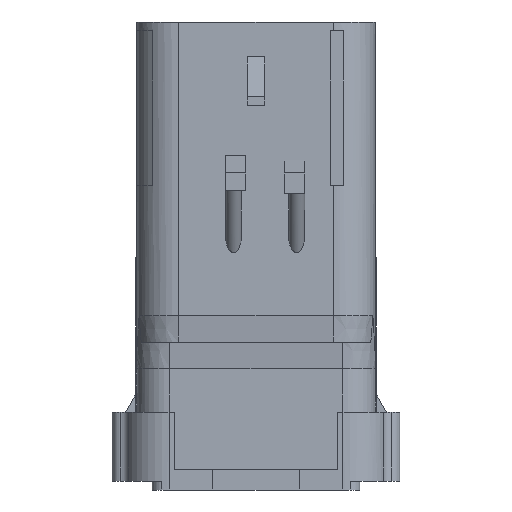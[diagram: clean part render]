
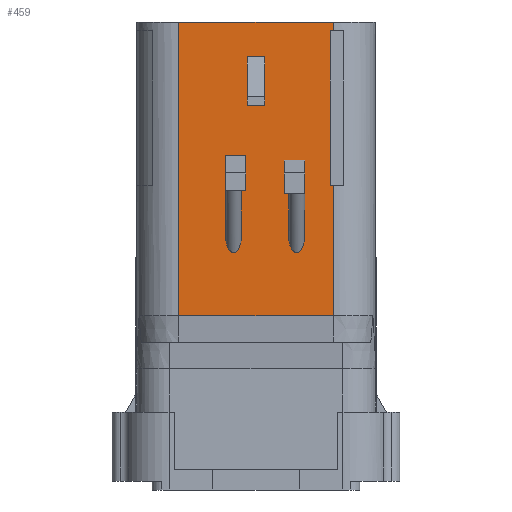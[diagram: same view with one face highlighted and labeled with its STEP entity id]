
A CAD part, front view. The second image highlights one B-rep face of the part: STEP entity #459.
In plain terms, the highlighted planar face has unit normal (0, -1, 0).
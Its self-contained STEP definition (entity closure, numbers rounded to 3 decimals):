
#130=ELLIPSE('',#5159,1.814,0.9);
#131=ELLIPSE('',#5160,1.814,0.9);
#139=FACE_BOUND('',#1029,.T.);
#140=FACE_BOUND('',#1030,.T.);
#141=FACE_BOUND('',#1031,.T.);
#142=FACE_BOUND('',#1032,.T.);
#235=PLANE('',#5161);
#459=ADVANCED_FACE('',(#139,#140,#141,#142),#235,.T.);
#1029=EDGE_LOOP('',(#1945,#1946,#1947,#1948,#1949,#1950,#1951,#1952));
#1030=EDGE_LOOP('',(#1953,#1954,#1955,#1956,#1957,#1958));
#1031=EDGE_LOOP('',(#1959,#1960,#1961,#1962));
#1032=EDGE_LOOP('',(#1963,#1964,#1965,#1966,#1967,#1968));
#1945=ORIENTED_EDGE('',*,*,#3523,.F.);
#1946=ORIENTED_EDGE('',*,*,#3171,.F.);
#1947=ORIENTED_EDGE('',*,*,#3436,.F.);
#1948=ORIENTED_EDGE('',*,*,#3433,.T.);
#1949=ORIENTED_EDGE('',*,*,#3524,.T.);
#1950=ORIENTED_EDGE('',*,*,#3525,.T.);
#1951=ORIENTED_EDGE('',*,*,#3526,.F.);
#1952=ORIENTED_EDGE('',*,*,#3429,.T.);
#1953=ORIENTED_EDGE('',*,*,#3527,.T.);
#1954=ORIENTED_EDGE('',*,*,#3528,.T.);
#1955=ORIENTED_EDGE('',*,*,#3529,.F.);
#1956=ORIENTED_EDGE('',*,*,#3530,.T.);
#1957=ORIENTED_EDGE('',*,*,#3531,.T.);
#1958=ORIENTED_EDGE('',*,*,#3532,.T.);
#1959=ORIENTED_EDGE('',*,*,#3533,.T.);
#1960=ORIENTED_EDGE('',*,*,#3534,.T.);
#1961=ORIENTED_EDGE('',*,*,#3535,.F.);
#1962=ORIENTED_EDGE('',*,*,#3536,.F.);
#1963=ORIENTED_EDGE('',*,*,#3537,.T.);
#1964=ORIENTED_EDGE('',*,*,#3538,.T.);
#1965=ORIENTED_EDGE('',*,*,#3539,.T.);
#1966=ORIENTED_EDGE('',*,*,#3540,.T.);
#1967=ORIENTED_EDGE('',*,*,#3541,.T.);
#1968=ORIENTED_EDGE('',*,*,#3542,.T.);
#2720=VERTEX_POINT('',#6707);
#2721=VERTEX_POINT('',#6709);
#2900=VERTEX_POINT('',#7218);
#2905=VERTEX_POINT('',#7248);
#2906=VERTEX_POINT('',#7250);
#2909=VERTEX_POINT('',#7256);
#2966=VERTEX_POINT('',#7455);
#2967=VERTEX_POINT('',#7457);
#2968=VERTEX_POINT('',#7460);
#2969=VERTEX_POINT('',#7461);
#2970=VERTEX_POINT('',#7463);
#2971=VERTEX_POINT('',#7465);
#2972=VERTEX_POINT('',#7467);
#2973=VERTEX_POINT('',#7469);
#2974=VERTEX_POINT('',#7472);
#2975=VERTEX_POINT('',#7473);
#2976=VERTEX_POINT('',#7475);
#2977=VERTEX_POINT('',#7477);
#2978=VERTEX_POINT('',#7480);
#2979=VERTEX_POINT('',#7481);
#2980=VERTEX_POINT('',#7483);
#2981=VERTEX_POINT('',#7485);
#2982=VERTEX_POINT('',#7487);
#2983=VERTEX_POINT('',#7489);
#3171=EDGE_CURVE('',#2720,#2721,#3862,.T.);
#3429=EDGE_CURVE('',#2906,#2905,#4058,.T.);
#3433=EDGE_CURVE('',#2900,#2909,#4060,.T.);
#3436=EDGE_CURVE('',#2900,#2720,#4062,.T.);
#3523=EDGE_CURVE('',#2721,#2905,#4142,.T.);
#3524=EDGE_CURVE('',#2909,#2966,#4143,.T.);
#3525=EDGE_CURVE('',#2966,#2967,#4144,.T.);
#3526=EDGE_CURVE('',#2906,#2967,#4145,.T.);
#3527=EDGE_CURVE('',#2968,#2969,#130,.T.);
#3528=EDGE_CURVE('',#2969,#2970,#4146,.T.);
#3529=EDGE_CURVE('',#2971,#2970,#4147,.T.);
#3530=EDGE_CURVE('',#2971,#2972,#4148,.T.);
#3531=EDGE_CURVE('',#2972,#2973,#4149,.T.);
#3532=EDGE_CURVE('',#2973,#2968,#4150,.T.);
#3533=EDGE_CURVE('',#2974,#2975,#4151,.T.);
#3534=EDGE_CURVE('',#2975,#2976,#4152,.T.);
#3535=EDGE_CURVE('',#2977,#2976,#4153,.T.);
#3536=EDGE_CURVE('',#2974,#2977,#4154,.T.);
#3537=EDGE_CURVE('',#2978,#2979,#4155,.T.);
#3538=EDGE_CURVE('',#2979,#2980,#131,.T.);
#3539=EDGE_CURVE('',#2980,#2981,#4156,.T.);
#3540=EDGE_CURVE('',#2981,#2982,#4157,.T.);
#3541=EDGE_CURVE('',#2982,#2983,#4158,.T.);
#3542=EDGE_CURVE('',#2983,#2978,#4159,.T.);
#3862=LINE('',#6708,#4422);
#4058=LINE('',#7249,#4618);
#4060=LINE('',#7257,#4620);
#4062=LINE('',#7268,#4622);
#4142=LINE('',#7453,#4702);
#4143=LINE('',#7454,#4703);
#4144=LINE('',#7456,#4704);
#4145=LINE('',#7458,#4705);
#4146=LINE('',#7462,#4706);
#4147=LINE('',#7464,#4707);
#4148=LINE('',#7466,#4708);
#4149=LINE('',#7468,#4709);
#4150=LINE('',#7470,#4710);
#4151=LINE('',#7471,#4711);
#4152=LINE('',#7474,#4712);
#4153=LINE('',#7476,#4713);
#4154=LINE('',#7478,#4714);
#4155=LINE('',#7479,#4715);
#4156=LINE('',#7484,#4716);
#4157=LINE('',#7486,#4717);
#4158=LINE('',#7488,#4718);
#4159=LINE('',#7490,#4719);
#4422=VECTOR('',#5374,1.);
#4618=VECTOR('',#5834,1.);
#4620=VECTOR('',#5840,1.);
#4622=VECTOR('',#5846,1.);
#4702=VECTOR('',#6002,1.);
#4703=VECTOR('',#6003,1.);
#4704=VECTOR('',#6004,1.);
#4705=VECTOR('',#6005,1.);
#4706=VECTOR('',#6008,1.);
#4707=VECTOR('',#6009,1.);
#4708=VECTOR('',#6010,1.);
#4709=VECTOR('',#6011,1.);
#4710=VECTOR('',#6012,1.);
#4711=VECTOR('',#6013,1.);
#4712=VECTOR('',#6014,1.);
#4713=VECTOR('',#6015,1.);
#4714=VECTOR('',#6016,1.);
#4715=VECTOR('',#6017,1.);
#4716=VECTOR('',#6020,1.);
#4717=VECTOR('',#6021,1.);
#4718=VECTOR('',#6022,1.);
#4719=VECTOR('',#6023,1.);
#5159=AXIS2_PLACEMENT_3D('',#7459,#6006,#6007);
#5160=AXIS2_PLACEMENT_3D('',#7482,#6018,#6019);
#5161=AXIS2_PLACEMENT_3D('',#7491,#6024,#6025);
#5374=DIRECTION('',(0.,0.,1.));
#5834=DIRECTION('',(0.,0.,1.));
#5840=DIRECTION('',(0.,0.,1.));
#5846=DIRECTION('',(-1.,0.,0.));
#6002=DIRECTION('',(1.,0.,0.));
#6003=DIRECTION('',(-1.,0.,0.));
#6004=DIRECTION('',(0.,0.,1.));
#6005=DIRECTION('',(-1.,0.,0.));
#6006=DIRECTION('',(0.,1.,0.));
#6007=DIRECTION('',(0.,0.,-1.));
#6008=DIRECTION('',(0.,0.,1.));
#6009=DIRECTION('',(1.,0.,0.));
#6010=DIRECTION('',(0.,0.,1.));
#6011=DIRECTION('',(1.,0.,0.));
#6012=DIRECTION('',(0.,0.,-1.));
#6013=DIRECTION('',(1.,0.,0.));
#6014=DIRECTION('',(0.,0.,-1.));
#6015=DIRECTION('',(1.,0.,0.));
#6016=DIRECTION('',(0.,0.,-1.));
#6017=DIRECTION('',(0.,0.,-1.));
#6018=DIRECTION('',(0.,1.,0.));
#6019=DIRECTION('',(0.,0.,-1.));
#6020=DIRECTION('',(0.,0.,1.));
#6021=DIRECTION('',(1.,0.,0.));
#6022=DIRECTION('',(0.,0.,-1.));
#6023=DIRECTION('',(-1.,0.,0.));
#6024=DIRECTION('',(0.,-1.,0.));
#6025=DIRECTION('',(1.,0.,0.));
#6707=CARTESIAN_POINT('',(-8.75,-6.2,1.7));
#6708=CARTESIAN_POINT('',(-8.75,-6.2,1.7));
#6709=CARTESIAN_POINT('',(-8.75,-6.2,34.95));
#7218=CARTESIAN_POINT('',(8.75,-6.2,1.7));
#7248=CARTESIAN_POINT('',(8.75,-6.2,34.95));
#7249=CARTESIAN_POINT('',(8.75,-6.2,33.95));
#7250=CARTESIAN_POINT('',(8.75,-6.2,33.95));
#7256=CARTESIAN_POINT('',(8.75,-6.2,16.45));
#7257=CARTESIAN_POINT('',(8.75,-6.2,1.7));
#7268=CARTESIAN_POINT('',(8.75,-6.2,1.7));
#7453=CARTESIAN_POINT('',(-15.6,-6.2,34.95));
#7454=CARTESIAN_POINT('',(8.75,-6.2,16.45));
#7455=CARTESIAN_POINT('',(8.4,-6.2,16.45));
#7456=CARTESIAN_POINT('',(8.4,-6.2,14.7));
#7457=CARTESIAN_POINT('',(8.4,-6.2,33.95));
#7458=CARTESIAN_POINT('',(8.75,-6.2,33.95));
#7459=CARTESIAN_POINT('',(4.6,-6.2,10.664));
#7460=CARTESIAN_POINT('',(5.5,-6.2,10.664));
#7461=CARTESIAN_POINT('',(3.7,-6.2,10.664));
#7462=CARTESIAN_POINT('',(3.7,-6.2,10.795));
#7463=CARTESIAN_POINT('',(3.7,-6.2,15.5));
#7464=CARTESIAN_POINT('',(3.57,-6.2,15.5));
#7465=CARTESIAN_POINT('',(3.2,-6.2,15.5));
#7466=CARTESIAN_POINT('',(3.2,-6.2,18.931));
#7467=CARTESIAN_POINT('',(3.2,-6.2,19.306));
#7468=CARTESIAN_POINT('',(3.528,-6.2,19.306));
#7469=CARTESIAN_POINT('',(5.5,-6.2,19.306));
#7470=CARTESIAN_POINT('',(5.5,-6.2,19.88));
#7471=CARTESIAN_POINT('',(-1.,-6.2,31.));
#7472=CARTESIAN_POINT('',(-1.,-6.2,31.));
#7473=CARTESIAN_POINT('',(1.,-6.2,31.));
#7474=CARTESIAN_POINT('',(1.,-6.2,31.));
#7475=CARTESIAN_POINT('',(1.,-6.2,25.5));
#7476=CARTESIAN_POINT('',(-1.,-6.2,25.5));
#7477=CARTESIAN_POINT('',(-1.,-6.2,25.5));
#7478=CARTESIAN_POINT('',(-1.,-6.2,31.));
#7479=CARTESIAN_POINT('',(-1.65,-6.2,15.913));
#7480=CARTESIAN_POINT('',(-1.65,-6.2,15.85));
#7481=CARTESIAN_POINT('',(-1.65,-6.2,10.664));
#7482=CARTESIAN_POINT('',(-2.55,-6.2,10.664));
#7483=CARTESIAN_POINT('',(-3.45,-6.2,10.664));
#7484=CARTESIAN_POINT('',(-3.45,-6.2,20.013));
#7485=CARTESIAN_POINT('',(-3.45,-6.2,19.852));
#7486=CARTESIAN_POINT('',(-3.08,-6.2,19.852));
#7487=CARTESIAN_POINT('',(-1.15,-6.2,19.852));
#7488=CARTESIAN_POINT('',(-1.15,-6.2,19.497));
#7489=CARTESIAN_POINT('',(-1.15,-6.2,15.85));
#7490=CARTESIAN_POINT('',(-10.5,-6.2,15.85));
#7491=CARTESIAN_POINT('',(-10.5,-6.2,-1.575));
